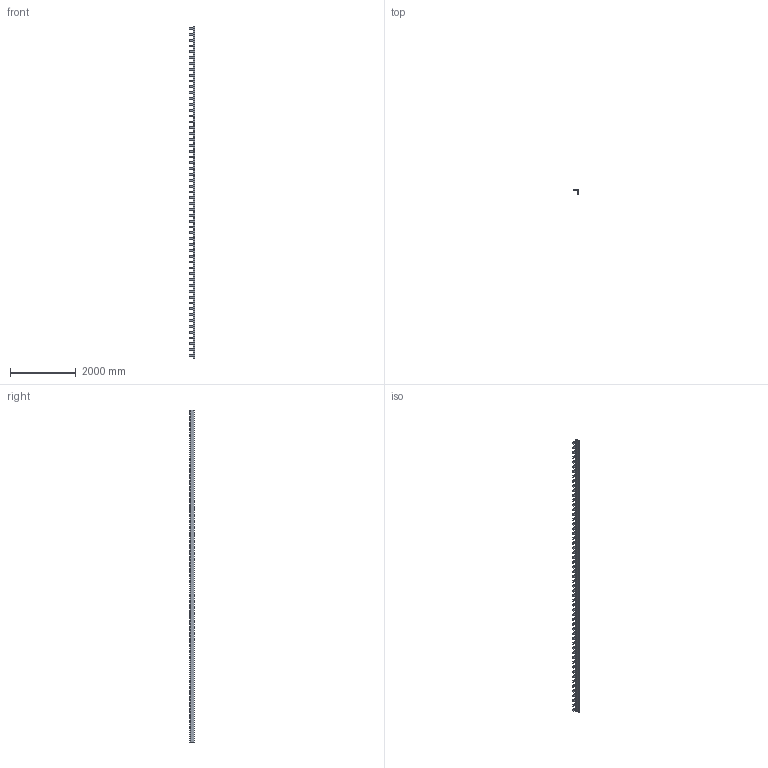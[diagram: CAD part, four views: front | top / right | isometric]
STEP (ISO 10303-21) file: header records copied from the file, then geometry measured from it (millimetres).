
FILE_DESCRIPTION((' '),'2;1');
FILE_NAME('FHL8-A1B1_3D.stp','2012-08-31T14:56:32',(' '),(' '),' ','ACIS',' ');
FILE_SCHEMA(('CONFIG_CONTROL_DESIGN'));
Length unit declared in the file: millimetre
Products named in the file (1): FHL8-A1B1_3D.stp
Bounding box: 156 x 149.99 x 10120 mm (x, y, z)
Volume: 70425134.5 mm3; surface area: 4717542.7 mm2
Topology: 1 solids, 1 shells, 525 faces, 1398 edges, 932 vertices
Faces by surface type: plane 291, cylinder 234
Entity records: 16547 total; most frequent: DIRECTION 2918, CARTESIAN_POINT 2856, ORIENTED_EDGE 2796, EDGE_CURVE 1398, AXIS2_PLACEMENT_3D 994, VERTEX_POINT 932, VECTOR 930, LINE 930
